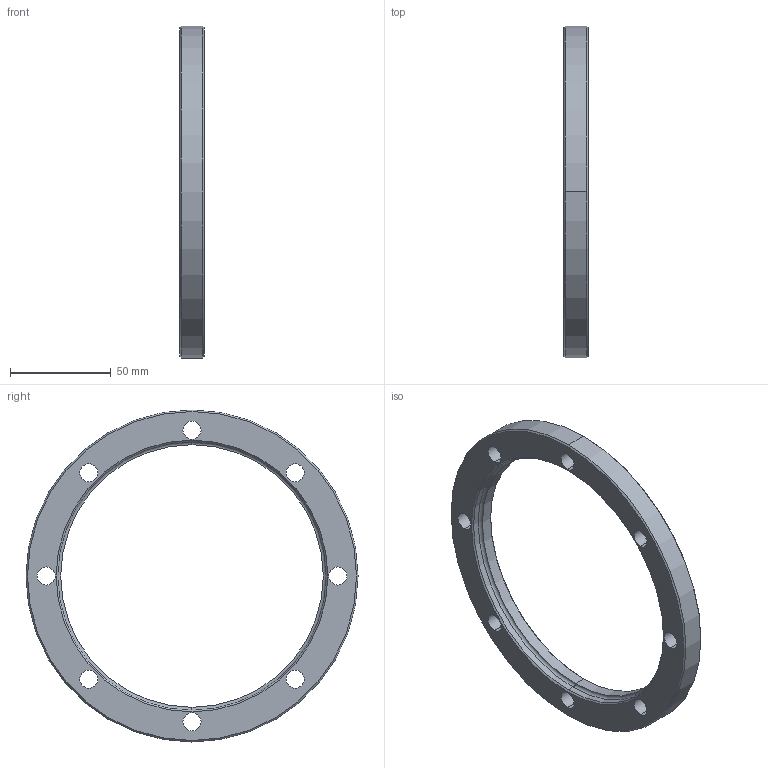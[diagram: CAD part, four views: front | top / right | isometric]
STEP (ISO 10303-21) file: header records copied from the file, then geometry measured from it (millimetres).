
FILE_DESCRIPTION (( 'STEP AP203' ), '1' );
FILE_NAME ('152509093.STEP', '2018-07-18T01:20:31', ( '' ), ( '' ), 'SwSTEP 2.0', 'SolidWorks 2014', '' );
FILE_SCHEMA (( 'CONFIG_CONTROL_DESIGN' ));
Length unit declared in the file: millimetre
Products named in the file (1): 152509093
Bounding box: 12 x 165 x 165 mm (x, y, z)
Volume: 86231.5 mm3; surface area: 27811.4 mm2
Topology: 1 solids, 1 shells, 34 faces, 84 edges, 52 vertices
Faces by surface type: cylinder 22, cone 8, torus 2, plane 2
Entity records: 1139 total; most frequent: DIRECTION 208, CARTESIAN_POINT 171, ORIENTED_EDGE 168, AXIS2_PLACEMENT_3D 89, EDGE_CURVE 84, CIRCLE 54, VERTEX_POINT 52, EDGE_LOOP 52
